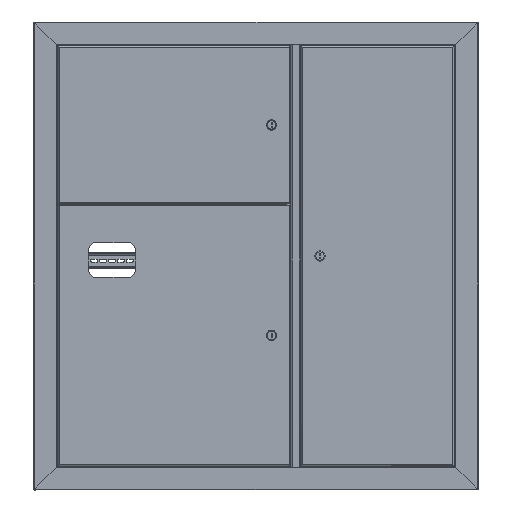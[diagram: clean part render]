
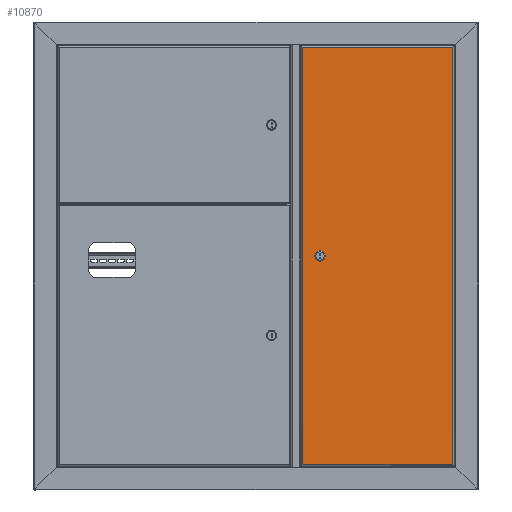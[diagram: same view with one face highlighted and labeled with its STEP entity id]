
A CAD part, top view. The second image highlights one B-rep face of the part: STEP entity #10870.
In plain terms, the highlighted planar face has unit normal (0, 0, 1).
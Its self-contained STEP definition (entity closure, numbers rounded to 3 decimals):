
#498 = VECTOR ( 'NONE', #55793, 1000. ) ;
#531 = CARTESIAN_POINT ( 'NONE',  ( 457.45, 40., 0. ) ) ;
#1058 = DIRECTION ( 'NONE',  ( 1., 0., 0. ) ) ;
#2195 = ORIENTED_EDGE ( 'NONE', *, *, #43016, .F. ) ;
#2410 = DIRECTION ( 'NONE',  ( 0., 0., -1. ) ) ;
#3002 = EDGE_CURVE ( 'NONE', #29540, #24739, #20116, .T. ) ;
#3396 = EDGE_CURVE ( 'NONE', #30387, #45347, #16204, .T. ) ;
#3415 = DIRECTION ( 'NONE',  ( 1., 0., 0. ) ) ;
#3496 = DIRECTION ( 'NONE',  ( 1., 0., 0. ) ) ;
#3639 = EDGE_LOOP ( 'NONE', ( #4064, #36564, #13533, #49336 ) ) ;
#3668 = CARTESIAN_POINT ( 'NONE',  ( 1.7, 324., 0. ) ) ;
#4064 = ORIENTED_EDGE ( 'NONE', *, *, #29744, .T. ) ;
#5692 = LINE ( 'NONE', #23428, #40639 ) ;
#6189 = FACE_OUTER_BOUND ( 'NONE', #3639, .T. ) ;
#7341 = LINE ( 'NONE', #45941, #498 ) ;
#7486 = CARTESIAN_POINT ( 'NONE',  ( 451.849, 31.5, 0. ) ) ;
#7804 = EDGE_LOOP ( 'NONE', ( #31617, #22628, #2195, #29237, #18458 ) ) ;
#7892 = AXIS2_PLACEMENT_3D ( 'NONE', #17143, #51961, #3496 ) ;
#8786 = AXIS2_PLACEMENT_3D ( 'NONE', #54719, #40819, #1058 ) ;
#9852 = AXIS2_PLACEMENT_3D ( 'NONE', #24290, #46596, #33273 ) ;
#10490 = VECTOR ( 'NONE', #3415, 1000. ) ;
#10870 = ADVANCED_FACE ( 'NONE', ( #46235, #6189 ), #42148, .F. ) ;
#11048 = LINE ( 'NONE', #28780, #41332 ) ;
#13024 = CARTESIAN_POINT ( 'NONE',  ( 1.7, 324.293, 0. ) ) ;
#13533 = ORIENTED_EDGE ( 'NONE', *, *, #3002, .T. ) ;
#14143 = DIRECTION ( 'NONE',  ( 0., 1., 0. ) ) ;
#14407 = VERTEX_POINT ( 'NONE', #17752 ) ;
#15213 = DIRECTION ( 'NONE',  ( -1., 0., 0. ) ) ;
#15394 = AXIS2_PLACEMENT_3D ( 'NONE', #24210, #2410, #15213 ) ;
#16204 = LINE ( 'NONE', #7486, #10490 ) ;
#17143 = CARTESIAN_POINT ( 'NONE',  ( 448.2, 40., 0. ) ) ;
#17752 = CARTESIAN_POINT ( 'NONE',  ( 444.551, 48.5, 0. ) ) ;
#18458 = ORIENTED_EDGE ( 'NONE', *, *, #40554, .F. ) ;
#18569 = CARTESIAN_POINT ( 'NONE',  ( 1.7, 1.7, 0. ) ) ;
#19557 = CARTESIAN_POINT ( 'NONE',  ( 894.993, 324., 0. ) ) ;
#20116 = LINE ( 'NONE', #19557, #34570 ) ;
#21951 = VERTEX_POINT ( 'NONE', #22526 ) ;
#22302 = CARTESIAN_POINT ( 'NONE',  ( 444.551, 31.5, 0. ) ) ;
#22526 = CARTESIAN_POINT ( 'NONE',  ( 451.849, 48.5, 0. ) ) ;
#22628 = ORIENTED_EDGE ( 'NONE', *, *, #44105, .F. ) ;
#23428 = CARTESIAN_POINT ( 'NONE',  ( 894.7, 0., 0. ) ) ;
#24210 = CARTESIAN_POINT ( 'NONE',  ( 0., 325.7, 0. ) ) ;
#24290 = CARTESIAN_POINT ( 'NONE',  ( 448.2, 40., 0. ) ) ;
#24475 = VERTEX_POINT ( 'NONE', #531 ) ;
#24739 = VERTEX_POINT ( 'NONE', #3668 ) ;
#28780 = CARTESIAN_POINT ( 'NONE',  ( 1.7, 1.7, 0. ) ) ;
#29237 = ORIENTED_EDGE ( 'NONE', *, *, #3396, .F. ) ;
#29540 = VERTEX_POINT ( 'NONE', #54720 ) ;
#29744 = EDGE_CURVE ( 'NONE', #37988, #51632, #11048, .T. ) ;
#30387 = VERTEX_POINT ( 'NONE', #22302 ) ;
#31617 = ORIENTED_EDGE ( 'NONE', *, *, #41119, .F. ) ;
#33273 = DIRECTION ( 'NONE',  ( 1., 0., 0. ) ) ;
#34163 = EDGE_CURVE ( 'NONE', #51632, #29540, #5692, .T. ) ;
#34570 = VECTOR ( 'NONE', #37499, 1000. ) ;
#35351 = LINE ( 'NONE', #13024, #37852 ) ;
#36564 = ORIENTED_EDGE ( 'NONE', *, *, #34163, .T. ) ;
#37499 = DIRECTION ( 'NONE',  ( -1., 0., 0. ) ) ;
#37852 = VECTOR ( 'NONE', #52469, 1000. ) ;
#37988 = VERTEX_POINT ( 'NONE', #18569 ) ;
#40554 = EDGE_CURVE ( 'NONE', #14407, #30387, #54170, .T. ) ;
#40639 = VECTOR ( 'NONE', #14143, 1000. ) ;
#40819 = DIRECTION ( 'NONE',  ( 0., 0., 1. ) ) ;
#41119 = EDGE_CURVE ( 'NONE', #21951, #14407, #7341, .T. ) ;
#41332 = VECTOR ( 'NONE', #53809, 1000. ) ;
#42148 = PLANE ( 'NONE',  #15394 ) ;
#42265 = CIRCLE ( 'NONE', #9852, 9.25 ) ;
#43016 = EDGE_CURVE ( 'NONE', #45347, #24475, #44050, .T. ) ;
#44050 = CIRCLE ( 'NONE', #7892, 9.25 ) ;
#44105 = EDGE_CURVE ( 'NONE', #24475, #21951, #42265, .T. ) ;
#45347 = VERTEX_POINT ( 'NONE', #49261 ) ;
#45941 = CARTESIAN_POINT ( 'NONE',  ( 451.849, 48.5, 0. ) ) ;
#46235 = FACE_BOUND ( 'NONE', #7804, .T. ) ;
#46381 = EDGE_CURVE ( 'NONE', #24739, #37988, #35351, .T. ) ;
#46596 = DIRECTION ( 'NONE',  ( 0., 0., 1. ) ) ;
#48008 = CARTESIAN_POINT ( 'NONE',  ( 894.7, 1.7, 0. ) ) ;
#49261 = CARTESIAN_POINT ( 'NONE',  ( 451.849, 31.5, 0. ) ) ;
#49336 = ORIENTED_EDGE ( 'NONE', *, *, #46381, .T. ) ;
#51632 = VERTEX_POINT ( 'NONE', #48008 ) ;
#51961 = DIRECTION ( 'NONE',  ( 0., 0., 1. ) ) ;
#52469 = DIRECTION ( 'NONE',  ( 0., -1., 0. ) ) ;
#53809 = DIRECTION ( 'NONE',  ( 1., 0., 0. ) ) ;
#54170 = CIRCLE ( 'NONE', #8786, 9.25 ) ;
#54719 = CARTESIAN_POINT ( 'NONE',  ( 448.2, 40., 0. ) ) ;
#54720 = CARTESIAN_POINT ( 'NONE',  ( 894.7, 324., 0. ) ) ;
#55793 = DIRECTION ( 'NONE',  ( -1., 0., 0. ) ) ;
